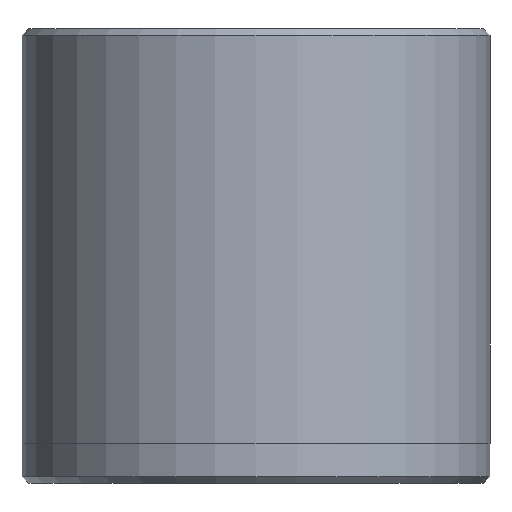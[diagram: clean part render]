
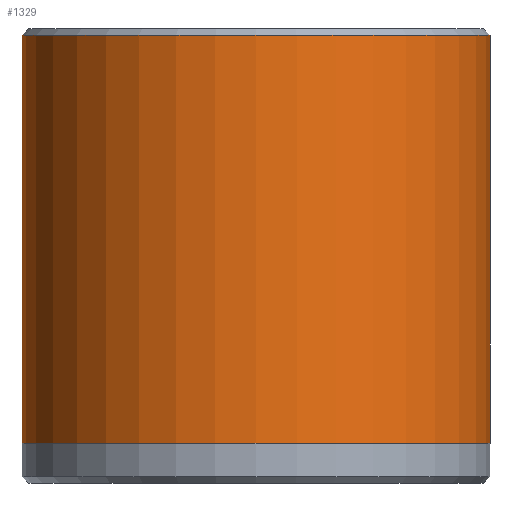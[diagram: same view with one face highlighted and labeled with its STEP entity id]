
A CAD part, front view. The second image highlights one B-rep face of the part: STEP entity #1329.
In plain terms, the highlighted cylindrical face has radius 17.5 mm (diameter 35 mm), a partial arc.
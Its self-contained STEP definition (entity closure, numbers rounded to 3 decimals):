
#32 = DIRECTION ( 'NONE',  ( 0., 0., -1. ) ) ;
#92 = CARTESIAN_POINT ( 'NONE',  ( 0., 0., 3. ) ) ;
#178 = CARTESIAN_POINT ( 'NONE',  ( -17.5, 0., 33.5 ) ) ;
#219 = VECTOR ( 'NONE', #621, 1000. ) ;
#229 = DIRECTION ( 'NONE',  ( -1., 0., 0. ) ) ;
#278 = AXIS2_PLACEMENT_3D ( 'NONE', #628, #1464, #761 ) ;
#301 = VECTOR ( 'NONE', #1235, 1000. ) ;
#395 = EDGE_LOOP ( 'NONE', ( #1302, #1580, #1536, #1101 ) ) ;
#438 = FACE_OUTER_BOUND ( 'NONE', #395, .T. ) ;
#447 = CARTESIAN_POINT ( 'NONE',  ( 17.5, 0., 3. ) ) ;
#523 = VERTEX_POINT ( 'NONE', #533 ) ;
#524 = CYLINDRICAL_SURFACE ( 'NONE', #664, 17.5 ) ;
#533 = CARTESIAN_POINT ( 'NONE',  ( 17.5, 0., 33.5 ) ) ;
#621 = DIRECTION ( 'NONE',  ( 0., 0., -1. ) ) ;
#628 = CARTESIAN_POINT ( 'NONE',  ( 0., 0., 33.5 ) ) ;
#637 = AXIS2_PLACEMENT_3D ( 'NONE', #92, #1004, #229 ) ;
#664 = AXIS2_PLACEMENT_3D ( 'NONE', #1537, #32, #707 ) ;
#707 = DIRECTION ( 'NONE',  ( -1., 0., 0. ) ) ;
#713 = EDGE_CURVE ( 'NONE', #523, #1311, #944, .T. ) ;
#748 = EDGE_CURVE ( 'NONE', #1350, #1265, #1531, .T. ) ;
#761 = DIRECTION ( 'NONE',  ( 1., 0., 0. ) ) ;
#763 = EDGE_CURVE ( 'NONE', #523, #1350, #1236, .T. ) ;
#769 = EDGE_CURVE ( 'NONE', #1311, #1265, #1496, .T. ) ;
#878 = CARTESIAN_POINT ( 'NONE',  ( -17.5, 0., 34. ) ) ;
#944 = LINE ( 'NONE', #1455, #301 ) ;
#1004 = DIRECTION ( 'NONE',  ( 0., 0., -1. ) ) ;
#1101 = ORIENTED_EDGE ( 'NONE', *, *, #769, .F. ) ;
#1235 = DIRECTION ( 'NONE',  ( 0., 0., -1. ) ) ;
#1236 = CIRCLE ( 'NONE', #278, 17.5 ) ;
#1265 = VERTEX_POINT ( 'NONE', #1530 ) ;
#1302 = ORIENTED_EDGE ( 'NONE', *, *, #713, .F. ) ;
#1311 = VERTEX_POINT ( 'NONE', #447 ) ;
#1329 = ADVANCED_FACE ( 'NONE', ( #438 ), #524, .T. ) ;
#1350 = VERTEX_POINT ( 'NONE', #178 ) ;
#1455 = CARTESIAN_POINT ( 'NONE',  ( 17.5, 0., 34. ) ) ;
#1464 = DIRECTION ( 'NONE',  ( 0., 0., -1. ) ) ;
#1496 = CIRCLE ( 'NONE', #637, 17.5 ) ;
#1530 = CARTESIAN_POINT ( 'NONE',  ( -17.5, 0., 3. ) ) ;
#1531 = LINE ( 'NONE', #878, #219 ) ;
#1536 = ORIENTED_EDGE ( 'NONE', *, *, #748, .T. ) ;
#1537 = CARTESIAN_POINT ( 'NONE',  ( 0., 0., 34. ) ) ;
#1580 = ORIENTED_EDGE ( 'NONE', *, *, #763, .T. ) ;
